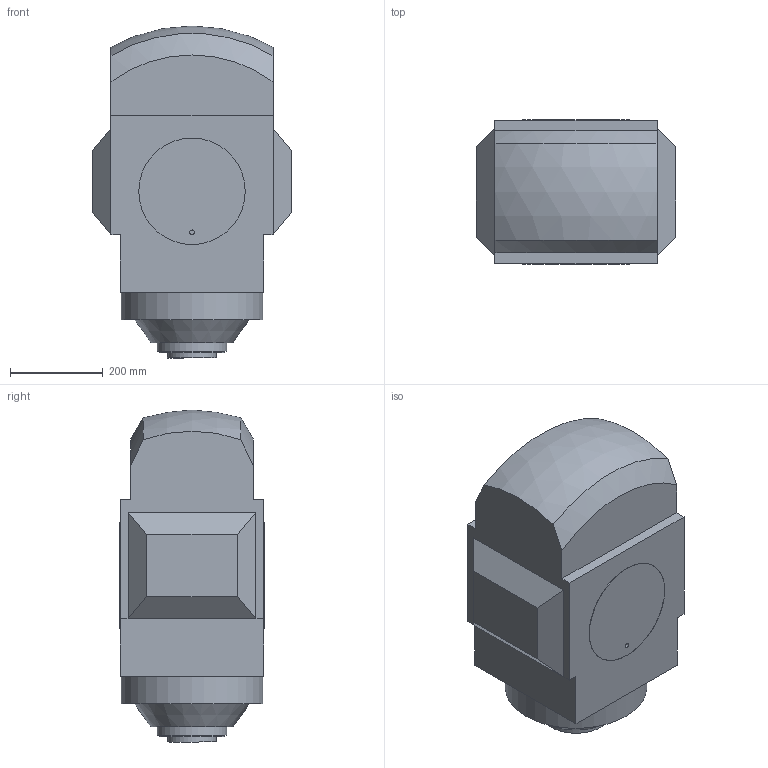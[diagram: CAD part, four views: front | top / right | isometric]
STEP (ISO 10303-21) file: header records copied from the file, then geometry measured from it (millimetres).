
FILE_DESCRIPTION(('FreeCAD Model'),'2;1');
FILE_NAME('Open CASCADE Shape Model','2025-08-13T15:02:32',(''),(''), 'Open CASCADE STEP processor 7.6','FreeCAD','Unknown');
FILE_SCHEMA(('AUTOMOTIVE_DESIGN { 1 0 10303 214 1 1 1 1 }'));
Length unit declared in the file: millimetre
Products named in the file (1): B
Bounding box: 430 x 312 x 717 mm (x, y, z)
Volume: 65373433.5 mm3; surface area: 1017294.2 mm2
Topology: 1 solids, 1 shells, 96 faces, 175 edges, 116 vertices
Faces by surface type: plane 58, cylinder 34, cone 3, sphere 1
Full cylindrical faces by diameter (mm): 5 x6, 8.5 x18, 10 x4, 106 x1, 142 x1, 151 x1, 230 x2, 306 x1
Entity records: 4969 total; most frequent: CARTESIAN_POINT 1313, DIRECTION 686, ORIENTED_EDGE 350, PCURVE 350, DEFINITIONAL_REPRESENTATION 350, LINE 322, VECTOR 322, AXIS2_PLACEMENT_3D 175
